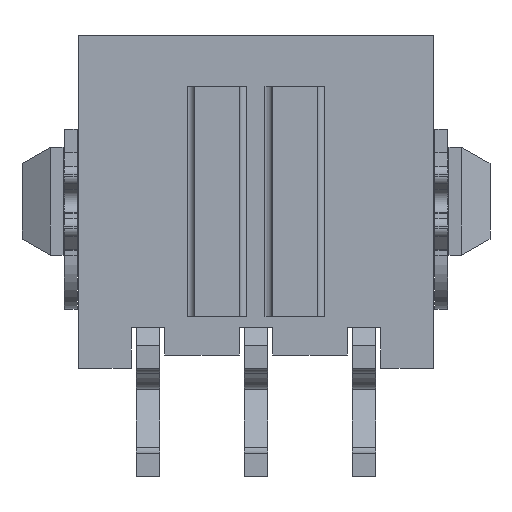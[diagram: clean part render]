
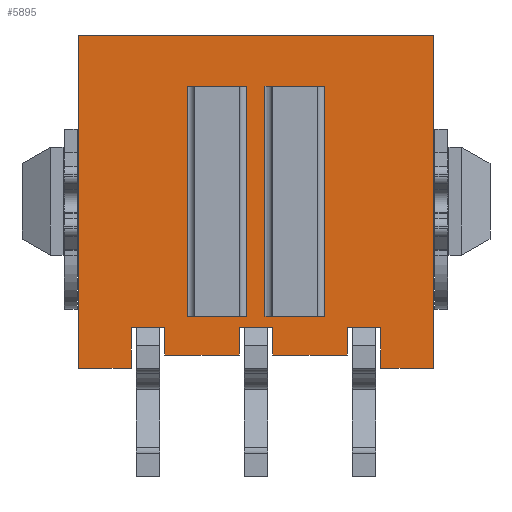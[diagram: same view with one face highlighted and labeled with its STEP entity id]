
A CAD part, front view. The second image highlights one B-rep face of the part: STEP entity #5895.
In plain terms, the highlighted planar face has unit normal (0, -1, 0).
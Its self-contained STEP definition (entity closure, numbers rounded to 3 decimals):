
#57=FACE_BOUND('',#673,.T.);
#58=FACE_BOUND('',#674,.T.);
#84=PLANE('',#6269);
#352=FACE_OUTER_BOUND('',#672,.T.);
#672=EDGE_LOOP('',(#4121,#4122,#4123,#4124,#4125,#4126,#4127,#4128,#4129,
#4130,#4131,#4132,#4133,#4134,#4135,#4136));
#673=EDGE_LOOP('',(#4137,#4138,#4139,#4140));
#674=EDGE_LOOP('',(#4141,#4142,#4143,#4144));
#1009=LINE('',#8452,#1723);
#1046=LINE('',#8537,#1760);
#1078=LINE('',#8601,#1792);
#1095=LINE('',#8635,#1809);
#1098=LINE('',#8643,#1812);
#1099=LINE('',#8645,#1813);
#1100=LINE('',#8647,#1814);
#1101=LINE('',#8649,#1815);
#1102=LINE('',#8651,#1816);
#1103=LINE('',#8653,#1817);
#1104=LINE('',#8655,#1818);
#1105=LINE('',#8657,#1819);
#1106=LINE('',#8659,#1820);
#1107=LINE('',#8660,#1821);
#1108=LINE('',#8661,#1822);
#1109=LINE('',#8662,#1823);
#1110=LINE('',#8665,#1824);
#1111=LINE('',#8667,#1825);
#1112=LINE('',#8669,#1826);
#1113=LINE('',#8670,#1827);
#1114=LINE('',#8673,#1828);
#1115=LINE('',#8675,#1829);
#1116=LINE('',#8677,#1830);
#1117=LINE('',#8678,#1831);
#1723=VECTOR('',#6803,9.24);
#1760=VECTOR('',#6868,9.86);
#1792=VECTOR('',#6902,9.24);
#1809=VECTOR('',#6925,1.13);
#1812=VECTOR('',#6932,0.76);
#1813=VECTOR('',#6933,2.07);
#1814=VECTOR('',#6934,0.76);
#1815=VECTOR('',#6935,0.93);
#1816=VECTOR('',#6936,0.76);
#1817=VECTOR('',#6937,2.07);
#1818=VECTOR('',#6938,0.76);
#1819=VECTOR('',#6939,0.93);
#1820=VECTOR('',#6940,1.13);
#1821=VECTOR('',#6941,1.465);
#1822=VECTOR('',#6942,1.465);
#1823=VECTOR('',#6943,0.93);
#1824=VECTOR('',#6944,6.4);
#1825=VECTOR('',#6945,1.65);
#1826=VECTOR('',#6946,6.4);
#1827=VECTOR('',#6947,1.65);
#1828=VECTOR('',#6948,6.4);
#1829=VECTOR('',#6949,1.65);
#1830=VECTOR('',#6950,6.4);
#1831=VECTOR('',#6951,1.65);
#2599=VERTEX_POINT('',#8449);
#2600=VERTEX_POINT('',#8451);
#2634=VERTEX_POINT('',#8536);
#2665=VERTEX_POINT('',#8600);
#2676=VERTEX_POINT('',#8628);
#2679=VERTEX_POINT('',#8633);
#2681=VERTEX_POINT('',#8641);
#2682=VERTEX_POINT('',#8642);
#2683=VERTEX_POINT('',#8644);
#2684=VERTEX_POINT('',#8646);
#2685=VERTEX_POINT('',#8648);
#2686=VERTEX_POINT('',#8650);
#2687=VERTEX_POINT('',#8652);
#2688=VERTEX_POINT('',#8654);
#2689=VERTEX_POINT('',#8656);
#2690=VERTEX_POINT('',#8658);
#2691=VERTEX_POINT('',#8663);
#2692=VERTEX_POINT('',#8664);
#2693=VERTEX_POINT('',#8666);
#2694=VERTEX_POINT('',#8668);
#2695=VERTEX_POINT('',#8671);
#2696=VERTEX_POINT('',#8672);
#2697=VERTEX_POINT('',#8674);
#2698=VERTEX_POINT('',#8676);
#3157=EDGE_CURVE('',#2600,#2599,#1009,.T.);
#3200=EDGE_CURVE('',#2600,#2634,#1046,.T.);
#3232=EDGE_CURVE('',#2634,#2665,#1078,.T.);
#3249=EDGE_CURVE('',#2676,#2679,#1095,.T.);
#3252=EDGE_CURVE('',#2681,#2682,#1098,.T.);
#3253=EDGE_CURVE('',#2682,#2683,#1099,.T.);
#3254=EDGE_CURVE('',#2684,#2683,#1100,.T.);
#3255=EDGE_CURVE('',#2684,#2685,#1101,.T.);
#3256=EDGE_CURVE('',#2685,#2686,#1102,.T.);
#3257=EDGE_CURVE('',#2686,#2687,#1103,.T.);
#3258=EDGE_CURVE('',#2688,#2687,#1104,.T.);
#3259=EDGE_CURVE('',#2688,#2689,#1105,.T.);
#3260=EDGE_CURVE('',#2689,#2690,#1106,.T.);
#3261=EDGE_CURVE('',#2690,#2665,#1107,.T.);
#3262=EDGE_CURVE('',#2599,#2676,#1108,.T.);
#3263=EDGE_CURVE('',#2679,#2681,#1109,.T.);
#3264=EDGE_CURVE('',#2691,#2692,#1110,.T.);
#3265=EDGE_CURVE('',#2693,#2692,#1111,.T.);
#3266=EDGE_CURVE('',#2694,#2693,#1112,.T.);
#3267=EDGE_CURVE('',#2694,#2691,#1113,.T.);
#3268=EDGE_CURVE('',#2695,#2696,#1114,.T.);
#3269=EDGE_CURVE('',#2697,#2696,#1115,.T.);
#3270=EDGE_CURVE('',#2698,#2697,#1116,.T.);
#3271=EDGE_CURVE('',#2698,#2695,#1117,.T.);
#4121=ORIENTED_EDGE('',*,*,#3252,.T.);
#4122=ORIENTED_EDGE('',*,*,#3253,.T.);
#4123=ORIENTED_EDGE('',*,*,#3254,.F.);
#4124=ORIENTED_EDGE('',*,*,#3255,.T.);
#4125=ORIENTED_EDGE('',*,*,#3256,.T.);
#4126=ORIENTED_EDGE('',*,*,#3257,.T.);
#4127=ORIENTED_EDGE('',*,*,#3258,.F.);
#4128=ORIENTED_EDGE('',*,*,#3259,.T.);
#4129=ORIENTED_EDGE('',*,*,#3260,.T.);
#4130=ORIENTED_EDGE('',*,*,#3261,.T.);
#4131=ORIENTED_EDGE('',*,*,#3232,.F.);
#4132=ORIENTED_EDGE('',*,*,#3200,.F.);
#4133=ORIENTED_EDGE('',*,*,#3157,.T.);
#4134=ORIENTED_EDGE('',*,*,#3262,.T.);
#4135=ORIENTED_EDGE('',*,*,#3249,.T.);
#4136=ORIENTED_EDGE('',*,*,#3263,.T.);
#4137=ORIENTED_EDGE('',*,*,#3264,.T.);
#4138=ORIENTED_EDGE('',*,*,#3265,.F.);
#4139=ORIENTED_EDGE('',*,*,#3266,.F.);
#4140=ORIENTED_EDGE('',*,*,#3267,.T.);
#4141=ORIENTED_EDGE('',*,*,#3268,.T.);
#4142=ORIENTED_EDGE('',*,*,#3269,.F.);
#4143=ORIENTED_EDGE('',*,*,#3270,.F.);
#4144=ORIENTED_EDGE('',*,*,#3271,.T.);
#5895=ADVANCED_FACE('',(#352,#57,#58),#84,.T.);
#6269=AXIS2_PLACEMENT_3D('',#8640,#6930,#6931);
#6803=DIRECTION('',(0.,0.,-1.));
#6868=DIRECTION('',(1.,0.,0.));
#6902=DIRECTION('',(0.,0.,-1.));
#6925=DIRECTION('',(0.,0.,1.));
#6930=DIRECTION('center_axis',(0.,-1.,0.));
#6931=DIRECTION('ref_axis',(0.,0.,-1.));
#6932=DIRECTION('',(0.,0.,-1.));
#6933=DIRECTION('',(1.,0.,0.));
#6934=DIRECTION('',(0.,0.,-1.));
#6935=DIRECTION('',(1.,0.,0.));
#6936=DIRECTION('',(0.,0.,-1.));
#6937=DIRECTION('',(1.,0.,0.));
#6938=DIRECTION('',(0.,0.,-1.));
#6939=DIRECTION('',(1.,0.,0.));
#6940=DIRECTION('',(0.,0.,-1.));
#6941=DIRECTION('',(1.,0.,0.));
#6942=DIRECTION('',(1.,0.,0.));
#6943=DIRECTION('',(1.,0.,0.));
#6944=DIRECTION('',(0.,0.,-1.));
#6945=DIRECTION('',(1.,0.,0.));
#6946=DIRECTION('',(0.,0.,-1.));
#6947=DIRECTION('',(1.,0.,0.));
#6948=DIRECTION('',(0.,0.,-1.));
#6949=DIRECTION('',(1.,0.,0.));
#6950=DIRECTION('',(0.,0.,-1.));
#6951=DIRECTION('',(1.,0.,0.));
#8449=CARTESIAN_POINT('',(-4.93,-3.43,-9.24));
#8451=CARTESIAN_POINT('',(-4.93,-3.43,0.));
#8452=CARTESIAN_POINT('',(-4.93,-3.43,0.));
#8536=CARTESIAN_POINT('',(4.93,-3.43,0.));
#8537=CARTESIAN_POINT('',(-4.93,-3.43,0.));
#8600=CARTESIAN_POINT('',(4.93,-3.43,-9.24));
#8601=CARTESIAN_POINT('',(4.93,-3.43,0.));
#8628=CARTESIAN_POINT('',(-3.465,-3.43,-9.24));
#8633=CARTESIAN_POINT('',(-3.465,-3.43,-8.11));
#8635=CARTESIAN_POINT('',(-3.465,-3.43,-9.24));
#8640=CARTESIAN_POINT('Origin',(-4.93,-3.43,0.));
#8641=CARTESIAN_POINT('',(-2.535,-3.43,-8.11));
#8642=CARTESIAN_POINT('',(-2.535,-3.43,-8.87));
#8643=CARTESIAN_POINT('',(-2.535,-3.43,-8.11));
#8644=CARTESIAN_POINT('',(-0.465,-3.43,-8.87));
#8645=CARTESIAN_POINT('',(-2.535,-3.43,-8.87));
#8646=CARTESIAN_POINT('',(-0.465,-3.43,-8.11));
#8647=CARTESIAN_POINT('',(-0.465,-3.43,-8.11));
#8648=CARTESIAN_POINT('',(0.465,-3.43,-8.11));
#8649=CARTESIAN_POINT('',(-0.465,-3.43,-8.11));
#8650=CARTESIAN_POINT('',(0.465,-3.43,-8.87));
#8651=CARTESIAN_POINT('',(0.465,-3.43,-8.11));
#8652=CARTESIAN_POINT('',(2.535,-3.43,-8.87));
#8653=CARTESIAN_POINT('',(0.465,-3.43,-8.87));
#8654=CARTESIAN_POINT('',(2.535,-3.43,-8.11));
#8655=CARTESIAN_POINT('',(2.535,-3.43,-8.11));
#8656=CARTESIAN_POINT('',(3.465,-3.43,-8.11));
#8657=CARTESIAN_POINT('',(2.535,-3.43,-8.11));
#8658=CARTESIAN_POINT('',(3.465,-3.43,-9.24));
#8659=CARTESIAN_POINT('',(3.465,-3.43,-8.11));
#8660=CARTESIAN_POINT('',(3.465,-3.43,-9.24));
#8661=CARTESIAN_POINT('',(-4.93,-3.43,-9.24));
#8662=CARTESIAN_POINT('',(-3.465,-3.43,-8.11));
#8663=CARTESIAN_POINT('',(-0.25,-3.43,-1.4));
#8664=CARTESIAN_POINT('',(-0.25,-3.43,-7.8));
#8665=CARTESIAN_POINT('',(-0.25,-3.43,-1.4));
#8666=CARTESIAN_POINT('',(-1.9,-3.43,-7.8));
#8667=CARTESIAN_POINT('',(-1.9,-3.43,-7.8));
#8668=CARTESIAN_POINT('',(-1.9,-3.43,-1.4));
#8669=CARTESIAN_POINT('',(-1.9,-3.43,-1.4));
#8670=CARTESIAN_POINT('',(-1.9,-3.43,-1.4));
#8671=CARTESIAN_POINT('',(1.9,-3.43,-1.4));
#8672=CARTESIAN_POINT('',(1.9,-3.43,-7.8));
#8673=CARTESIAN_POINT('',(1.9,-3.43,-1.4));
#8674=CARTESIAN_POINT('',(0.25,-3.43,-7.8));
#8675=CARTESIAN_POINT('',(0.25,-3.43,-7.8));
#8676=CARTESIAN_POINT('',(0.25,-3.43,-1.4));
#8677=CARTESIAN_POINT('',(0.25,-3.43,-1.4));
#8678=CARTESIAN_POINT('',(0.25,-3.43,-1.4));
